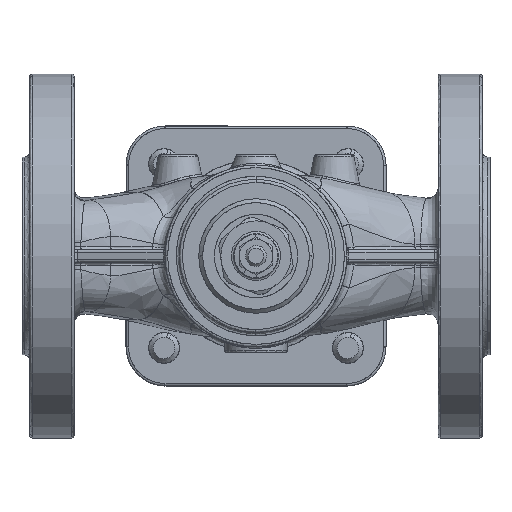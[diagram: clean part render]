
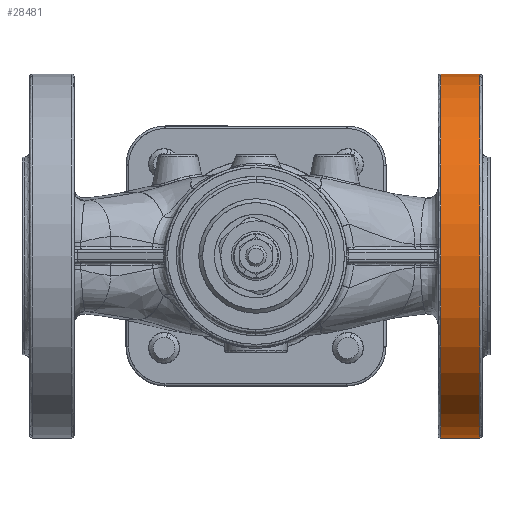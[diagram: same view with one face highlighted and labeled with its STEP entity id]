
A CAD part, front view. The second image highlights one B-rep face of the part: STEP entity #28481.
In plain terms, the highlighted cylindrical face has radius 70 mm (diameter 140 mm), a partial arc.
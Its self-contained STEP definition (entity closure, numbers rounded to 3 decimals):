
#28442=CARTESIAN_POINT('Axis2P3D Location',(93.,0.,0.)) ;
#28447=CARTESIAN_POINT('Line Origine',(78.5,0.,-70.)) ;
#28451=CARTESIAN_POINT('Vertex',(71.,0.,-70.)) ;
#28453=CARTESIAN_POINT('Vertex',(86.,0.,-70.)) ;
#28456=CARTESIAN_POINT('Axis2P3D Location',(71.,0.,0.)) ;
#28460=CARTESIAN_POINT('Vertex',(71.,0.,70.)) ;
#28463=CARTESIAN_POINT('Line Origine',(78.5,0.,70.)) ;
#28467=CARTESIAN_POINT('Vertex',(86.,0.,70.)) ;
#28470=CARTESIAN_POINT('Axis2P3D Location',(86.,0.,0.)) ;
#28443=DIRECTION('Axis2P3D Direction',(-1.,0.,0.)) ;
#28444=DIRECTION('Axis2P3D XDirection',(-0.,-0.063,0.998)) ;
#28448=DIRECTION('Vector Direction',(-1.,0.,0.)) ;
#28457=DIRECTION('Axis2P3D Direction',(-1.,0.,0.)) ;
#28464=DIRECTION('Vector Direction',(-1.,0.,0.)) ;
#28471=DIRECTION('Axis2P3D Direction',(-1.,0.,0.)) ;
#28445=AXIS2_PLACEMENT_3D('Cylinder Axis2P3D',#28442,#28443,#28444) ;
#28458=AXIS2_PLACEMENT_3D('Circle Axis2P3D',#28456,#28457,$) ;
#28472=AXIS2_PLACEMENT_3D('Circle Axis2P3D',#28470,#28471,$) ;
#28476=ORIENTED_EDGE('',*,*,#28455,.F.) ;
#28477=ORIENTED_EDGE('',*,*,#28462,.F.) ;
#28478=ORIENTED_EDGE('',*,*,#28469,.F.) ;
#28479=ORIENTED_EDGE('',*,*,#28474,.F.) ;
#28449=VECTOR('Line Direction',#28448,1.) ;
#28465=VECTOR('Line Direction',#28464,1.) ;
#28481=ADVANCED_FACE('Surface.257',(#28480),#28446,.T.) ;
#28459=CIRCLE('generated circle',#28458,70.) ;
#28473=CIRCLE('generated circle',#28472,70.) ;
#28446=CYLINDRICAL_SURFACE('generated cylinder',#28445,70.) ;
#28455=EDGE_CURVE('',#28452,#28454,#28450,.F.) ;
#28462=EDGE_CURVE('',#28461,#28452,#28459,.T.) ;
#28469=EDGE_CURVE('',#28468,#28461,#28466,.T.) ;
#28474=EDGE_CURVE('',#28454,#28468,#28473,.F.) ;
#28475=EDGE_LOOP('',(#28476,#28477,#28478,#28479)) ;
#28480=FACE_OUTER_BOUND('',#28475,.T.) ;
#28450=LINE('Line',#28447,#28449) ;
#28466=LINE('Line',#28463,#28465) ;
#28452=VERTEX_POINT('',#28451) ;
#28454=VERTEX_POINT('',#28453) ;
#28461=VERTEX_POINT('',#28460) ;
#28468=VERTEX_POINT('',#28467) ;
